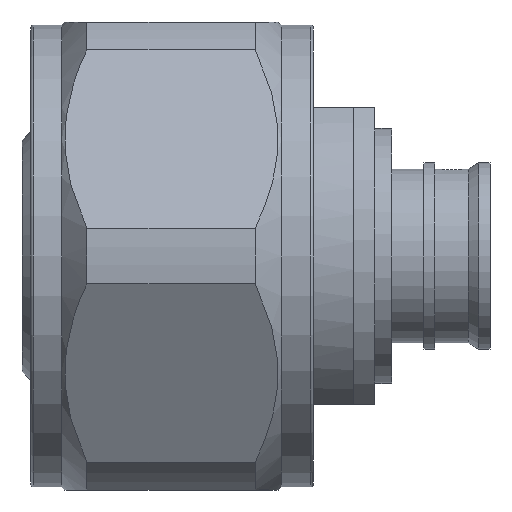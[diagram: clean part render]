
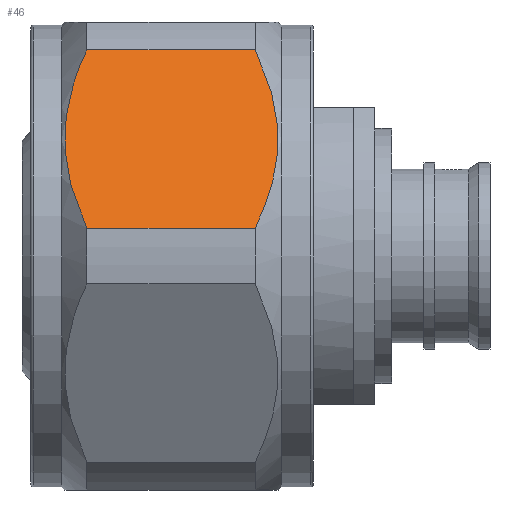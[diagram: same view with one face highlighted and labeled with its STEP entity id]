
A CAD part, front view. The second image highlights one B-rep face of the part: STEP entity #46.
In plain terms, the highlighted planar face has unit normal (0, -0.866, 0.5).
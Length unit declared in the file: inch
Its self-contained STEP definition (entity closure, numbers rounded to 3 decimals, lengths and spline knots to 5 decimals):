
#46 = ADVANCED_FACE ( 'NONE', ( #3664 ), #301, .T. ) ;
#102 = LINE ( 'NONE', #587, #4437 ) ;
#195 = VERTEX_POINT ( 'NONE', #1187 ) ;
#288 = VERTEX_POINT ( 'NONE', #4647 ) ;
#301 = PLANE ( 'NONE',  #970 ) ;
#382 = CARTESIAN_POINT ( 'NONE',  ( 0.68387, -0.27984, 0.38144 ) ) ;
#399 = CARTESIAN_POINT ( 'NONE',  ( 0.46983, -0.40762, 0.16013 ) ) ;
#410 = CARTESIAN_POINT ( 'NONE',  ( 0.08288, -0.34249, 0.27292 ) ) ;
#494 = VERTEX_POINT ( 'NONE', #4487 ) ;
#537 = CARTESIAN_POINT ( 'NONE',  ( 0.12016, -0.47026, 0.05163 ) ) ;
#587 = CARTESIAN_POINT ( 'NONE',  ( 0.68387, -0.47026, 0.05163 ) ) ;
#612 = LINE ( 'NONE', #382, #3064 ) ;
#655 = EDGE_CURVE ( 'NONE', #288, #195, #612, .T. ) ;
#688 = EDGE_CURVE ( 'NONE', #195, #494, #1813, .T. ) ;
#795 = CARTESIAN_POINT ( 'NONE',  ( 0.12016, -0.27984, 0.38144 ) ) ;
#970 = AXIS2_PLACEMENT_3D ( 'NONE', #4529, #2884, #3269 ) ;
#1187 = CARTESIAN_POINT ( 'NONE',  ( 0.43146, -0.27984, 0.38144 ) ) ;
#1212 = CARTESIAN_POINT ( 'NONE',  ( 0.09727, -0.43958, 0.10477 ) ) ;
#1215 = CARTESIAN_POINT ( 'NONE',  ( 0.43146, -0.47026, 0.05163 ) ) ;
#1312 = EDGE_LOOP ( 'NONE', ( #4776, #3396, #2077, #2960 ) ) ;
#1327 = DIRECTION ( 'NONE',  ( -1., 0., 0. ) ) ;
#1813 = B_SPLINE_CURVE_WITH_KNOTS ( 'NONE', 3,
 ( #3784, #3714, #3345, #4569, #4603, #5057, #2495, #4149, #399, #5402, #5036, #1215 ),
 .UNSPECIFIED., .F., .F.,
 ( 4, 2, 2, 2, 2, 4 ),
 ( 0., 0.00248, 0.00372, 0.00496, 0.00744, 0.00992 ),
 .UNSPECIFIED. ) ;
#2032 = DIRECTION ( 'NONE',  ( 1., 0., 0. ) ) ;
#2077 = ORIENTED_EDGE ( 'NONE', *, *, #655, .F. ) ;
#2495 = CARTESIAN_POINT ( 'NONE',  ( 0.47382, -0.36684, 0.23076 ) ) ;
#2854 = CARTESIAN_POINT ( 'NONE',  ( 0.10757, -0.45505, 0.07797 ) ) ;
#2884 = DIRECTION ( 'NONE',  ( 0., -0.866, 0.5 ) ) ;
#2922 = CARTESIAN_POINT ( 'NONE',  ( 0.09713, -0.31076, 0.3279 ) ) ;
#2957 = CARTESIAN_POINT ( 'NONE',  ( 0.079, -0.38328, 0.20228 ) ) ;
#2960 = ORIENTED_EDGE ( 'NONE', *, *, #5198, .F. ) ;
#3064 = VECTOR ( 'NONE', #2032, 39.37008 ) ;
#3269 = DIRECTION ( 'NONE',  ( 0., -0.5, -0.866 ) ) ;
#3345 = CARTESIAN_POINT ( 'NONE',  ( 0.45498, -0.31046, 0.32841 ) ) ;
#3357 = CARTESIAN_POINT ( 'NONE',  ( 0.07999, -0.39157, 0.18793 ) ) ;
#3396 = ORIENTED_EDGE ( 'NONE', *, *, #688, .F. ) ;
#3664 = FACE_OUTER_BOUND ( 'NONE', #1312, .T. ) ;
#3714 = CARTESIAN_POINT ( 'NONE',  ( 0.44439, -0.29501, 0.35517 ) ) ;
#3726 = CARTESIAN_POINT ( 'NONE',  ( 0.10755, -0.29507, 0.35507 ) ) ;
#3784 = CARTESIAN_POINT ( 'NONE',  ( 0.43146, -0.27984, 0.38144 ) ) ;
#3798 = CARTESIAN_POINT ( 'NONE',  ( 0.08376, -0.4078, 0.15981 ) ) ;
#3894 = B_SPLINE_CURVE_WITH_KNOTS ( 'NONE', 3,
 ( #4942, #2854, #1212, #5485, #3798, #3357, #2957, #5085, #410, #2922, #3726, #795 ),
 .UNSPECIFIED., .F., .F.,
 ( 4, 2, 2, 2, 2, 4 ),
 ( 0., 0.00248, 0.00371, 0.00495, 0.00743, 0.0099 ),
 .UNSPECIFIED. ) ;
#4128 = VERTEX_POINT ( 'NONE', #537 ) ;
#4149 = CARTESIAN_POINT ( 'NONE',  ( 0.47382, -0.39149, 0.18807 ) ) ;
#4437 = VECTOR ( 'NONE', #1327, 39.37008 ) ;
#4487 = CARTESIAN_POINT ( 'NONE',  ( 0.43146, -0.47026, 0.05163 ) ) ;
#4529 = CARTESIAN_POINT ( 'NONE',  ( -0.1906, -0.25003, 0.43307 ) ) ;
#4569 = CARTESIAN_POINT ( 'NONE',  ( 0.46603, -0.33423, 0.28724 ) ) ;
#4603 = CARTESIAN_POINT ( 'NONE',  ( 0.46891, -0.34225, 0.27334 ) ) ;
#4647 = CARTESIAN_POINT ( 'NONE',  ( 0.12016, -0.27984, 0.38144 ) ) ;
#4776 = ORIENTED_EDGE ( 'NONE', *, *, #4887, .F. ) ;
#4887 = EDGE_CURVE ( 'NONE', #494, #4128, #102, .T. ) ;
#4942 = CARTESIAN_POINT ( 'NONE',  ( 0.12016, -0.47026, 0.05163 ) ) ;
#5036 = CARTESIAN_POINT ( 'NONE',  ( 0.44441, -0.45507, 0.07793 ) ) ;
#5057 = CARTESIAN_POINT ( 'NONE',  ( 0.47281, -0.35853, 0.24516 ) ) ;
#5085 = CARTESIAN_POINT ( 'NONE',  ( 0.079, -0.35862, 0.24499 ) ) ;
#5198 = EDGE_CURVE ( 'NONE', #4128, #288, #3894, .T. ) ;
#5402 = CARTESIAN_POINT ( 'NONE',  ( 0.45515, -0.43938, 0.10512 ) ) ;
#5485 = CARTESIAN_POINT ( 'NONE',  ( 0.08655, -0.41582, 0.14593 ) ) ;
